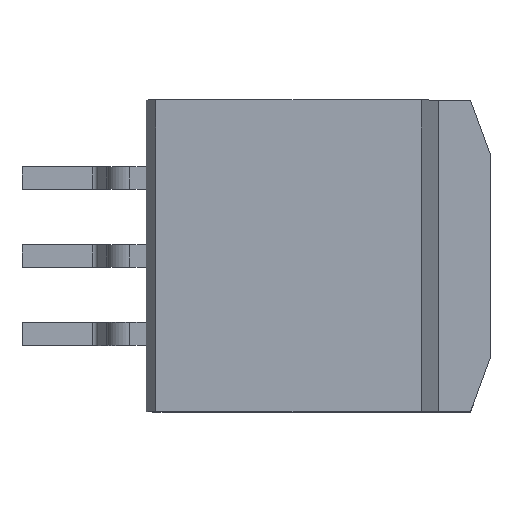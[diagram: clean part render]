
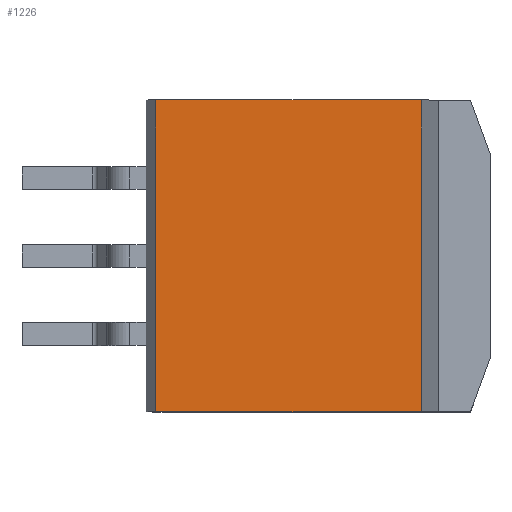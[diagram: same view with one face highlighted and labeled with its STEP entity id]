
A CAD part, top view. The second image highlights one B-rep face of the part: STEP entity #1226.
In plain terms, the highlighted planar face has unit normal (0, 0, 1).
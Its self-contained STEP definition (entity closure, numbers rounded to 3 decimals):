
#58=PLANE($,#1325);
#124=FACE_OUTER_BOUND($,#194,.T.);
#194=EDGE_LOOP($,(#1041,#1042,#1043,#1044));
#309=LINE($,#1917,#457);
#319=LINE($,#1937,#467);
#321=LINE($,#1940,#469);
#322=LINE($,#1941,#470);
#457=VECTOR($,#1562,8.647);
#467=VECTOR($,#1578,8.647);
#469=VECTOR($,#1582,10.16);
#470=VECTOR($,#1583,10.16);
#613=VERTEX_POINT($,#1914);
#614=VERTEX_POINT($,#1916);
#620=VERTEX_POINT($,#1934);
#621=VERTEX_POINT($,#1936);
#759=EDGE_CURVE($,#613,#614,#309,.T.);
#769=EDGE_CURVE($,#621,#620,#319,.T.);
#771=EDGE_CURVE($,#614,#620,#321,.F.);
#772=EDGE_CURVE($,#613,#621,#322,.F.);
#1041=ORIENTED_EDGE($,*,*,#769,.T.);
#1042=ORIENTED_EDGE($,*,*,#771,.F.);
#1043=ORIENTED_EDGE($,*,*,#759,.F.);
#1044=ORIENTED_EDGE($,*,*,#772,.T.);
#1226=ADVANCED_FACE($,(#124),#58,.T.);
#1325=AXIS2_PLACEMENT_3D($,#1939,#1580,#1581);
#1562=DIRECTION($,(1.,0.,0.));
#1578=DIRECTION($,(1.,0.,0.));
#1580=DIRECTION('center_axis',(0.,0.,1.));
#1581=DIRECTION('ref_axis',(1.,0.,0.));
#1582=DIRECTION($,(0.,1.,0.));
#1583=DIRECTION($,(0.,1.,0.));
#1914=CARTESIAN_POINT('',(-3.265,5.08,4.83));
#1916=CARTESIAN_POINT('',(5.382,5.08,4.83));
#1917=CARTESIAN_POINT($,(-3.296,5.08,4.83));
#1934=CARTESIAN_POINT('',(5.382,-5.08,4.83));
#1936=CARTESIAN_POINT('',(-3.265,-5.08,4.83));
#1937=CARTESIAN_POINT($,(-3.296,-5.08,4.83));
#1939=CARTESIAN_POINT('Origin',(-3.296,5.335,4.83));
#1940=CARTESIAN_POINT($,(5.382,5.335,4.83));
#1941=CARTESIAN_POINT($,(-3.265,5.335,4.83));
